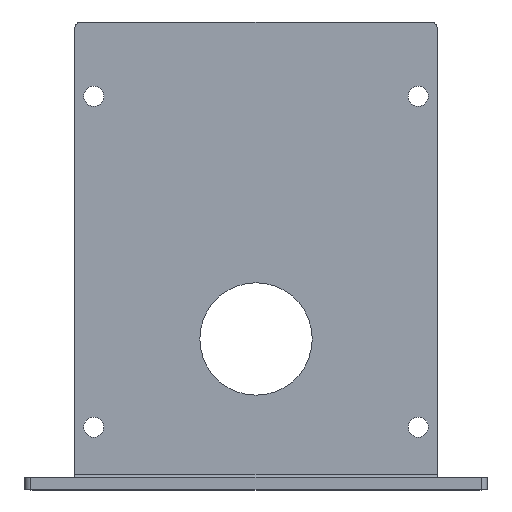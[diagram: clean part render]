
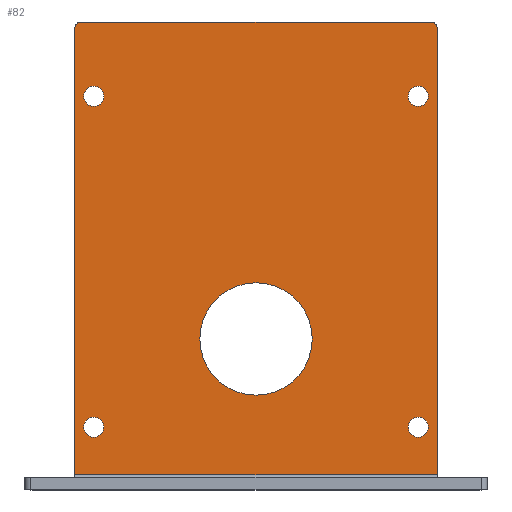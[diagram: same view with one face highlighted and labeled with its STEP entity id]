
A CAD part, top view. The second image highlights one B-rep face of the part: STEP entity #82.
In plain terms, the highlighted planar face has unit normal (0, 0, 1).
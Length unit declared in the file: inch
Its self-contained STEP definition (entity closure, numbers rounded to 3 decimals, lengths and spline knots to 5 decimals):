
#14 = DIRECTION ( 'NONE',  ( 0., 0., 1. ) ) ;
#26 = ORIENTED_EDGE ( 'NONE', *, *, #1059, .F. ) ;
#32 = VERTEX_POINT ( 'NONE', #234 ) ;
#35 = AXIS2_PLACEMENT_3D ( 'NONE', #651, #96, #738 ) ;
#45 = CARTESIAN_POINT ( 'NONE',  ( 2.313, 1.512, 0.125 ) ) ;
#46 = DIRECTION ( 'NONE',  ( 1., 0., 0. ) ) ;
#47 = CARTESIAN_POINT ( 'NONE',  ( 0.7885, 0.629, 0.125 ) ) ;
#49 = DIRECTION ( 'NONE',  ( 0., 0., 1. ) ) ;
#59 = AXIS2_PLACEMENT_3D ( 'NONE', #610, #49, #696 ) ;
#65 = CIRCLE ( 'NONE', #506, 0.1005 ) ;
#67 = EDGE_LOOP ( 'NONE', ( #26, #536 ) ) ;
#69 = DIRECTION ( 'NONE',  ( 1., 0., 0. ) ) ;
#75 = CARTESIAN_POINT ( 'NONE',  ( 4.065, 4.685, 0.125 ) ) ;
#80 = DIRECTION ( 'NONE',  ( 0., 0., 1. ) ) ;
#82 = ADVANCED_FACE ( 'NONE', ( #426, #136, #834, #611, #363, #107 ), #1013, .F. ) ;
#95 = VERTEX_POINT ( 'NONE', #660 ) ;
#96 = DIRECTION ( 'NONE',  ( 0., 0., 1. ) ) ;
#98 = AXIS2_PLACEMENT_3D ( 'NONE', #915, #381, #1015 ) ;
#107 = FACE_OUTER_BOUND ( 'NONE', #482, .T. ) ;
#108 = AXIS2_PLACEMENT_3D ( 'NONE', #211, #584, #845 ) ;
#124 = CIRCLE ( 'NONE', #59, 0.1005 ) ;
#136 = FACE_BOUND ( 'NONE', #686, .T. ) ;
#142 = AXIS2_PLACEMENT_3D ( 'NONE', #571, #14, #238 ) ;
#191 = VERTEX_POINT ( 'NONE', #389 ) ;
#195 = CIRCLE ( 'NONE', #98, 0.1005 ) ;
#200 = VECTOR ( 'NONE', #862, 39.37008 ) ;
#210 = ORIENTED_EDGE ( 'NONE', *, *, #341, .F. ) ;
#211 = CARTESIAN_POINT ( 'NONE',  ( 3.937, 3.941, 0.125 ) ) ;
#229 = LINE ( 'NONE', #320, #200 ) ;
#234 = CARTESIAN_POINT ( 'NONE',  ( 0.5, 4.625, 0.125 ) ) ;
#238 = DIRECTION ( 'NONE',  ( -1., 0., 0. ) ) ;
#245 = ORIENTED_EDGE ( 'NONE', *, *, #649, .T. ) ;
#253 = CIRCLE ( 'NONE', #788, 0.1005 ) ;
#257 = ORIENTED_EDGE ( 'NONE', *, *, #303, .F. ) ;
#261 = CARTESIAN_POINT ( 'NONE',  ( 2.8755, 1.512, 0.125 ) ) ;
#291 = VERTEX_POINT ( 'NONE', #418 ) ;
#302 = DIRECTION ( 'NONE',  ( 0., 0., 1. ) ) ;
#303 = EDGE_CURVE ( 'NONE', #721, #1085, #719, .T. ) ;
#307 = EDGE_LOOP ( 'NONE', ( #382, #471 ) ) ;
#314 = VERTEX_POINT ( 'NONE', #1056 ) ;
#320 = CARTESIAN_POINT ( 'NONE',  ( 4.625, 0.154, 0.125 ) ) ;
#329 = CIRCLE ( 'NONE', #367, 0.06 ) ;
#341 = EDGE_CURVE ( 'NONE', #95, #499, #229, .T. ) ;
#344 = CARTESIAN_POINT ( 'NONE',  ( 1.7505, 1.512, 0.125 ) ) ;
#355 = CARTESIAN_POINT ( 'NONE',  ( 0.5875, 3.941, 0.125 ) ) ;
#363 = FACE_BOUND ( 'NONE', #307, .T. ) ;
#364 = CARTESIAN_POINT ( 'NONE',  ( 4.625, 4.685, 0.125 ) ) ;
#365 = EDGE_CURVE ( 'NONE', #1080, #314, #609, .T. ) ;
#367 = AXIS2_PLACEMENT_3D ( 'NONE', #940, #302, #1112 ) ;
#381 = DIRECTION ( 'NONE',  ( 0., 0., 1. ) ) ;
#382 = ORIENTED_EDGE ( 'NONE', *, *, #878, .F. ) ;
#383 = LINE ( 'NONE', #864, #622 ) ;
#387 = ORIENTED_EDGE ( 'NONE', *, *, #365, .F. ) ;
#389 = CARTESIAN_POINT ( 'NONE',  ( 4.125, 4.625, 0.125 ) ) ;
#401 = EDGE_CURVE ( 'NONE', #95, #191, #577, .T. ) ;
#405 = EDGE_CURVE ( 'NONE', #191, #865, #329, .T. ) ;
#418 = CARTESIAN_POINT ( 'NONE',  ( 0.56, 4.685, 0.125 ) ) ;
#426 = FACE_BOUND ( 'NONE', #923, .T. ) ;
#443 = LINE ( 'NONE', #364, #1137 ) ;
#471 = ORIENTED_EDGE ( 'NONE', *, *, #1122, .F. ) ;
#482 = EDGE_LOOP ( 'NONE', ( #589, #245, #900, #210, #1167, #678 ) ) ;
#498 = DIRECTION ( 'NONE',  ( 0., 1., 0. ) ) ;
#499 = VERTEX_POINT ( 'NONE', #523 ) ;
#506 = AXIS2_PLACEMENT_3D ( 'NONE', #1072, #533, #1165 ) ;
#523 = CARTESIAN_POINT ( 'NONE',  ( 0.5, 0.154, 0.125 ) ) ;
#533 = DIRECTION ( 'NONE',  ( 0., 0., 1. ) ) ;
#536 = ORIENTED_EDGE ( 'NONE', *, *, #1091, .F. ) ;
#548 = CARTESIAN_POINT ( 'NONE',  ( 0.688, 0.629, 0.125 ) ) ;
#564 = ORIENTED_EDGE ( 'NONE', *, *, #778, .F. ) ;
#571 = CARTESIAN_POINT ( 'NONE',  ( 0.56, 4.625, 0.125 ) ) ;
#574 = VERTEX_POINT ( 'NONE', #47 ) ;
#577 = LINE ( 'NONE', #672, #1026 ) ;
#582 = CIRCLE ( 'NONE', #142, 0.06 ) ;
#583 = AXIS2_PLACEMENT_3D ( 'NONE', #1176, #624, #69 ) ;
#584 = DIRECTION ( 'NONE',  ( 0., 0., 1. ) ) ;
#589 = ORIENTED_EDGE ( 'NONE', *, *, #863, .T. ) ;
#601 = DIRECTION ( 'NONE',  ( 0., 0., 1. ) ) ;
#603 = EDGE_LOOP ( 'NONE', ( #619, #387 ) ) ;
#609 = CIRCLE ( 'NONE', #108, 0.1005 ) ;
#610 = CARTESIAN_POINT ( 'NONE',  ( 3.937, 3.941, 0.125 ) ) ;
#611 = FACE_BOUND ( 'NONE', #603, .T. ) ;
#617 = CARTESIAN_POINT ( 'NONE',  ( 3.8365, 3.941, 0.125 ) ) ;
#619 = ORIENTED_EDGE ( 'NONE', *, *, #959, .F. ) ;
#622 = VECTOR ( 'NONE', #1055, 39.37008 ) ;
#624 = DIRECTION ( 'NONE',  ( 0., 0., 1. ) ) ;
#631 = DIRECTION ( 'NONE',  ( 1., 0., 0. ) ) ;
#640 = CARTESIAN_POINT ( 'NONE',  ( 0.688, 3.941, 0.125 ) ) ;
#649 = EDGE_CURVE ( 'NONE', #291, #32, #582, .T. ) ;
#651 = CARTESIAN_POINT ( 'NONE',  ( 3.937, 0.629, 0.125 ) ) ;
#660 = CARTESIAN_POINT ( 'NONE',  ( 4.125, 0.154, 0.125 ) ) ;
#672 = CARTESIAN_POINT ( 'NONE',  ( 4.125, 0., 0.125 ) ) ;
#678 = ORIENTED_EDGE ( 'NONE', *, *, #405, .T. ) ;
#680 = AXIS2_PLACEMENT_3D ( 'NONE', #548, #1185, #631 ) ;
#686 = EDGE_LOOP ( 'NONE', ( #1078, #992 ) ) ;
#696 = DIRECTION ( 'NONE',  ( 1., 0., 0. ) ) ;
#711 = CARTESIAN_POINT ( 'NONE',  ( 4.0375, 0.629, 0.125 ) ) ;
#719 = CIRCLE ( 'NONE', #1125, 0.5625 ) ;
#721 = VERTEX_POINT ( 'NONE', #344 ) ;
#729 = DIRECTION ( 'NONE',  ( 1., 0., 0. ) ) ;
#736 = CIRCLE ( 'NONE', #583, 0.5625 ) ;
#738 = DIRECTION ( 'NONE',  ( 1., 0., 0. ) ) ;
#763 = DIRECTION ( 'NONE',  ( 0., 0., 1. ) ) ;
#769 = DIRECTION ( 'NONE',  ( 1., 0., 0. ) ) ;
#778 = EDGE_CURVE ( 'NONE', #1085, #721, #736, .T. ) ;
#788 = AXIS2_PLACEMENT_3D ( 'NONE', #640, #80, #729 ) ;
#834 = FACE_BOUND ( 'NONE', #67, .T. ) ;
#845 = DIRECTION ( 'NONE',  ( 1., 0., 0. ) ) ;
#852 = VERTEX_POINT ( 'NONE', #355 ) ;
#853 = VERTEX_POINT ( 'NONE', #1186 ) ;
#862 = DIRECTION ( 'NONE',  ( -1., 0., 0. ) ) ;
#863 = EDGE_CURVE ( 'NONE', #865, #291, #443, .T. ) ;
#864 = CARTESIAN_POINT ( 'NONE',  ( 0.5, 0., 0.125 ) ) ;
#865 = VERTEX_POINT ( 'NONE', #75 ) ;
#868 = CARTESIAN_POINT ( 'NONE',  ( 0.5875, 0.629, 0.125 ) ) ;
#878 = EDGE_CURVE ( 'NONE', #853, #852, #887, .T. ) ;
#887 = CIRCLE ( 'NONE', #1009, 0.1005 ) ;
#893 = EDGE_CURVE ( 'NONE', #499, #32, #383, .T. ) ;
#900 = ORIENTED_EDGE ( 'NONE', *, *, #893, .F. ) ;
#915 = CARTESIAN_POINT ( 'NONE',  ( 3.937, 0.629, 0.125 ) ) ;
#923 = EDGE_LOOP ( 'NONE', ( #564, #257 ) ) ;
#938 = DIRECTION ( 'NONE',  ( -1., 0., 0. ) ) ;
#940 = CARTESIAN_POINT ( 'NONE',  ( 4.065, 4.625, 0.125 ) ) ;
#959 = EDGE_CURVE ( 'NONE', #314, #1080, #124, .T. ) ;
#960 = VERTEX_POINT ( 'NONE', #868 ) ;
#964 = CARTESIAN_POINT ( 'NONE',  ( 4.625, 0., 0.125 ) ) ;
#971 = DIRECTION ( 'NONE',  ( 0., 0., -1. ) ) ;
#990 = CIRCLE ( 'NONE', #680, 0.1005 ) ;
#992 = ORIENTED_EDGE ( 'NONE', *, *, #1194, .F. ) ;
#1001 = DIRECTION ( 'NONE',  ( -1., 0., 0. ) ) ;
#1004 = CARTESIAN_POINT ( 'NONE',  ( 3.8365, 0.629, 0.125 ) ) ;
#1009 = AXIS2_PLACEMENT_3D ( 'NONE', #1144, #601, #46 ) ;
#1013 = PLANE ( 'NONE',  #1084 ) ;
#1015 = DIRECTION ( 'NONE',  ( 1., 0., 0. ) ) ;
#1026 = VECTOR ( 'NONE', #498, 39.37008 ) ;
#1055 = DIRECTION ( 'NONE',  ( 0., 1., 0. ) ) ;
#1056 = CARTESIAN_POINT ( 'NONE',  ( 4.0375, 3.941, 0.125 ) ) ;
#1059 = EDGE_CURVE ( 'NONE', #574, #960, #65, .T. ) ;
#1072 = CARTESIAN_POINT ( 'NONE',  ( 0.688, 0.629, 0.125 ) ) ;
#1078 = ORIENTED_EDGE ( 'NONE', *, *, #1189, .F. ) ;
#1079 = VERTEX_POINT ( 'NONE', #711 ) ;
#1080 = VERTEX_POINT ( 'NONE', #617 ) ;
#1084 = AXIS2_PLACEMENT_3D ( 'NONE', #964, #971, #938 ) ;
#1085 = VERTEX_POINT ( 'NONE', #261 ) ;
#1091 = EDGE_CURVE ( 'NONE', #960, #574, #990, .T. ) ;
#1112 = DIRECTION ( 'NONE',  ( -1., 0., 0. ) ) ;
#1122 = EDGE_CURVE ( 'NONE', #852, #853, #253, .T. ) ;
#1125 = AXIS2_PLACEMENT_3D ( 'NONE', #45, #763, #769 ) ;
#1137 = VECTOR ( 'NONE', #1001, 39.37008 ) ;
#1144 = CARTESIAN_POINT ( 'NONE',  ( 0.688, 3.941, 0.125 ) ) ;
#1145 = CIRCLE ( 'NONE', #35, 0.1005 ) ;
#1159 = VERTEX_POINT ( 'NONE', #1004 ) ;
#1165 = DIRECTION ( 'NONE',  ( 1., 0., 0. ) ) ;
#1167 = ORIENTED_EDGE ( 'NONE', *, *, #401, .T. ) ;
#1176 = CARTESIAN_POINT ( 'NONE',  ( 2.313, 1.512, 0.125 ) ) ;
#1185 = DIRECTION ( 'NONE',  ( 0., 0., 1. ) ) ;
#1186 = CARTESIAN_POINT ( 'NONE',  ( 0.7885, 3.941, 0.125 ) ) ;
#1189 = EDGE_CURVE ( 'NONE', #1079, #1159, #1145, .T. ) ;
#1194 = EDGE_CURVE ( 'NONE', #1159, #1079, #195, .T. ) ;
